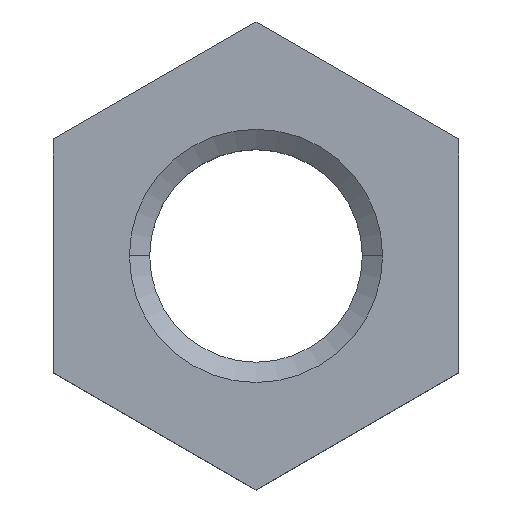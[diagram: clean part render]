
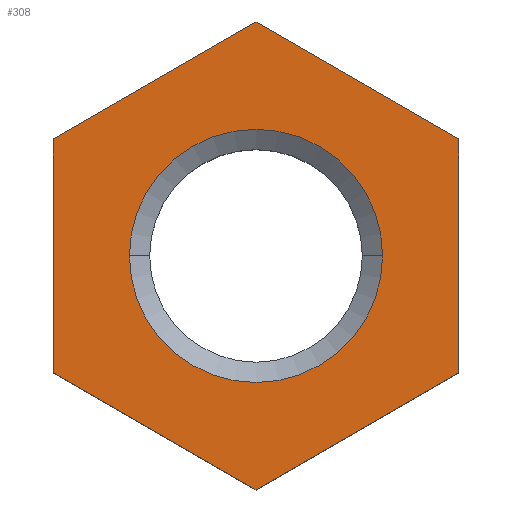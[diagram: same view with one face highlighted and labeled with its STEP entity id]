
A CAD part, top view. The second image highlights one B-rep face of the part: STEP entity #308.
In plain terms, the highlighted planar face has unit normal (0, 0, 1).
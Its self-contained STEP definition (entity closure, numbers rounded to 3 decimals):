
#1 = CARTESIAN_POINT ( 'NONE',  ( 4., -2.309, 0. ) ) ;
#5 = DIRECTION ( 'NONE',  ( 0., -1., 0. ) ) ;
#12 = CARTESIAN_POINT ( 'NONE',  ( -4., 2.309, 0. ) ) ;
#13 = CARTESIAN_POINT ( 'NONE',  ( -4., 2.309, 0. ) ) ;
#15 = CARTESIAN_POINT ( 'NONE',  ( 0., 4.619, 0. ) ) ;
#27 = VECTOR ( 'NONE', #273, 1000. ) ;
#59 = CARTESIAN_POINT ( 'NONE',  ( 0., -4.619, 0. ) ) ;
#84 = CARTESIAN_POINT ( 'NONE',  ( -8., 0., 0. ) ) ;
#86 = CARTESIAN_POINT ( 'NONE',  ( 0., 0., 0. ) ) ;
#89 = ORIENTED_EDGE ( 'NONE', *, *, #181, .F. ) ;
#98 = VERTEX_POINT ( 'NONE', #380 ) ;
#101 = VERTEX_POINT ( 'NONE', #249 ) ;
#102 = CARTESIAN_POINT ( 'NONE',  ( -2.5, 0., 0. ) ) ;
#110 = ORIENTED_EDGE ( 'NONE', *, *, #355, .T. ) ;
#121 = AXIS2_PLACEMENT_3D ( 'NONE', #165, #438, #201 ) ;
#123 = DIRECTION ( 'NONE',  ( 1., 0., 0. ) ) ;
#131 = EDGE_CURVE ( 'NONE', #196, #98, #276, .T. ) ;
#133 = ORIENTED_EDGE ( 'NONE', *, *, #320, .F. ) ;
#163 = LINE ( 'NONE', #287, #27 ) ;
#165 = CARTESIAN_POINT ( 'NONE',  ( 0., 0., 0. ) ) ;
#167 = EDGE_CURVE ( 'NONE', #101, #363, #163, .T. ) ;
#175 = EDGE_LOOP ( 'NONE', ( #89, #470 ) ) ;
#181 = EDGE_CURVE ( 'NONE', #98, #196, #393, .T. ) ;
#188 = DIRECTION ( 'NONE',  ( 1., 0., 0. ) ) ;
#196 = VERTEX_POINT ( 'NONE', #102 ) ;
#201 = DIRECTION ( 'NONE',  ( 1., 0., 0. ) ) ;
#206 = ORIENTED_EDGE ( 'NONE', *, *, #386, .T. ) ;
#207 = CARTESIAN_POINT ( 'NONE',  ( 4., 2.309, 0. ) ) ;
#211 = DIRECTION ( 'NONE',  ( 0., -1., 0. ) ) ;
#218 = VERTEX_POINT ( 'NONE', #1 ) ;
#230 = EDGE_LOOP ( 'NONE', ( #206, #110, #367, #233, #133, #264 ) ) ;
#233 = ORIENTED_EDGE ( 'NONE', *, *, #497, .T. ) ;
#240 = CARTESIAN_POINT ( 'NONE',  ( 4., 2.309, 0. ) ) ;
#249 = CARTESIAN_POINT ( 'NONE',  ( -4., -2.309, 0. ) ) ;
#254 = VERTEX_POINT ( 'NONE', #207 ) ;
#255 = DIRECTION ( 'NONE',  ( 0.866, 0.5, 0. ) ) ;
#264 = ORIENTED_EDGE ( 'NONE', *, *, #336, .T. ) ;
#273 = DIRECTION ( 'NONE',  ( 0.866, -0.5, 0. ) ) ;
#276 = CIRCLE ( 'NONE', #459, 2.5 ) ;
#283 = PLANE ( 'NONE',  #388 ) ;
#287 = CARTESIAN_POINT ( 'NONE',  ( -4., -2.309, 0. ) ) ;
#289 = CARTESIAN_POINT ( 'NONE',  ( 0., 4.619, 0. ) ) ;
#305 = VERTEX_POINT ( 'NONE', #13 ) ;
#308 = ADVANCED_FACE ( 'NONE', ( #495, #500 ), #283, .T. ) ;
#312 = DIRECTION ( 'NONE',  ( -0.866, 0.5, 0. ) ) ;
#315 = CARTESIAN_POINT ( 'NONE',  ( 0., -4.619, 0. ) ) ;
#320 = EDGE_CURVE ( 'NONE', #254, #218, #494, .T. ) ;
#322 = DIRECTION ( 'NONE',  ( 0., 0., 1. ) ) ;
#327 = DIRECTION ( 'NONE',  ( -0.866, -0.5, 0. ) ) ;
#336 = EDGE_CURVE ( 'NONE', #254, #422, #485, .T. ) ;
#349 = DIRECTION ( 'NONE',  ( 0., 0., 1. ) ) ;
#355 = EDGE_CURVE ( 'NONE', #305, #101, #477, .T. ) ;
#363 = VERTEX_POINT ( 'NONE', #315 ) ;
#367 = ORIENTED_EDGE ( 'NONE', *, *, #167, .T. ) ;
#380 = CARTESIAN_POINT ( 'NONE',  ( 2.5, 0., 0. ) ) ;
#386 = EDGE_CURVE ( 'NONE', #422, #305, #469, .T. ) ;
#388 = AXIS2_PLACEMENT_3D ( 'NONE', #84, #349, #188 ) ;
#393 = CIRCLE ( 'NONE', #121, 2.5 ) ;
#422 = VERTEX_POINT ( 'NONE', #289 ) ;
#438 = DIRECTION ( 'NONE',  ( 0., 0., 1. ) ) ;
#449 = CARTESIAN_POINT ( 'NONE',  ( 4., 2.309, 0. ) ) ;
#456 = LINE ( 'NONE', #59, #458 ) ;
#458 = VECTOR ( 'NONE', #255, 1000. ) ;
#459 = AXIS2_PLACEMENT_3D ( 'NONE', #86, #322, #123 ) ;
#464 = VECTOR ( 'NONE', #327, 1000. ) ;
#469 = LINE ( 'NONE', #15, #464 ) ;
#470 = ORIENTED_EDGE ( 'NONE', *, *, #131, .F. ) ;
#477 = LINE ( 'NONE', #12, #478 ) ;
#478 = VECTOR ( 'NONE', #211, 1000. ) ;
#479 = VECTOR ( 'NONE', #312, 1000. ) ;
#485 = LINE ( 'NONE', #449, #479 ) ;
#490 = VECTOR ( 'NONE', #5, 1000. ) ;
#494 = LINE ( 'NONE', #240, #490 ) ;
#495 = FACE_BOUND ( 'NONE', #175, .T. ) ;
#497 = EDGE_CURVE ( 'NONE', #363, #218, #456, .T. ) ;
#500 = FACE_OUTER_BOUND ( 'NONE', #230, .T. ) ;
